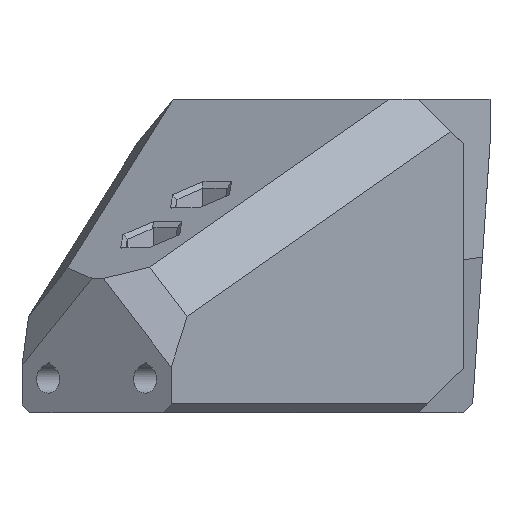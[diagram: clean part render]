
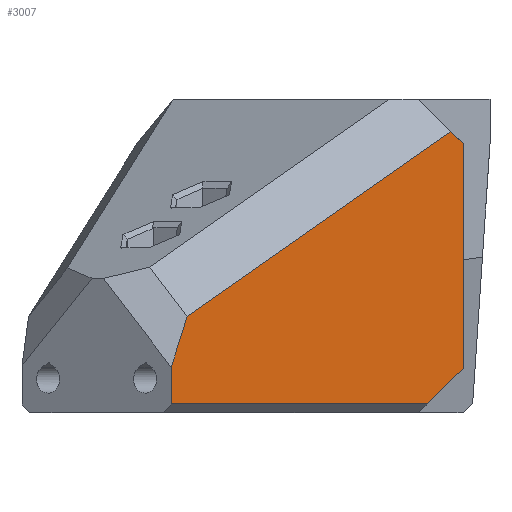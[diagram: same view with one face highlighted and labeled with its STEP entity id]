
A CAD part, left-side view. The second image highlights one B-rep face of the part: STEP entity #3007.
In plain terms, the highlighted planar face has unit normal (-0.632, -0.775, 0).
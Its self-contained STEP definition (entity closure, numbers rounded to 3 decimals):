
#206=FACE_OUTER_BOUND('',#388,.T.);
#388=EDGE_LOOP('',(#2421,#2422,#2423,#2424,#2425,#2426,#2427));
#735=LINE('',#4900,#1113);
#737=LINE('',#4904,#1115);
#738=LINE('',#4906,#1116);
#739=LINE('',#4908,#1117);
#740=LINE('',#4910,#1118);
#741=LINE('',#4912,#1119);
#742=LINE('',#4913,#1120);
#1113=VECTOR('',#3767,10.);
#1115=VECTOR('',#3771,10.);
#1116=VECTOR('',#3772,10.);
#1117=VECTOR('',#3773,10.);
#1118=VECTOR('',#3774,10.);
#1119=VECTOR('',#3775,10.);
#1120=VECTOR('',#3776,10.);
#1434=VERTEX_POINT('',#4897);
#1435=VERTEX_POINT('',#4899);
#1436=VERTEX_POINT('',#4903);
#1437=VERTEX_POINT('',#4905);
#1438=VERTEX_POINT('',#4907);
#1439=VERTEX_POINT('',#4909);
#1440=VERTEX_POINT('',#4911);
#1795=EDGE_CURVE('',#1435,#1434,#735,.T.);
#1797=EDGE_CURVE('',#1436,#1434,#737,.T.);
#1798=EDGE_CURVE('',#1436,#1437,#738,.T.);
#1799=EDGE_CURVE('',#1437,#1438,#739,.T.);
#1800=EDGE_CURVE('',#1438,#1439,#740,.T.);
#1801=EDGE_CURVE('',#1439,#1440,#741,.T.);
#1802=EDGE_CURVE('',#1440,#1435,#742,.T.);
#2421=ORIENTED_EDGE('',*,*,#1795,.T.);
#2422=ORIENTED_EDGE('',*,*,#1797,.F.);
#2423=ORIENTED_EDGE('',*,*,#1798,.T.);
#2424=ORIENTED_EDGE('',*,*,#1799,.T.);
#2425=ORIENTED_EDGE('',*,*,#1800,.T.);
#2426=ORIENTED_EDGE('',*,*,#1801,.T.);
#2427=ORIENTED_EDGE('',*,*,#1802,.T.);
#2856=PLANE('',#3198);
#3007=ADVANCED_FACE('',(#206),#2856,.F.);
#3198=AXIS2_PLACEMENT_3D('',#4902,#3769,#3770);
#3767=DIRECTION('',(-0.345,0.281,-0.896));
#3769=DIRECTION('center_axis',(0.632,0.775,0.));
#3770=DIRECTION('ref_axis',(-0.775,0.632,0.));
#3771=DIRECTION('',(0.,0.,1.));
#3772=DIRECTION('',(0.775,-0.632,0.));
#3773=DIRECTION('',(0.655,-0.534,0.534));
#3774=DIRECTION('',(0.,0.,1.));
#3775=DIRECTION('',(-0.655,0.534,0.534));
#3776=DIRECTION('',(-0.709,0.578,-0.405));
#4897=CARTESIAN_POINT('',(-117.86,17.055,5.096));
#4899=CARTESIAN_POINT('',(-115.669,15.27,10.783));
#4900=CARTESIAN_POINT('',(-113.749,13.705,15.768));
#4902=CARTESIAN_POINT('Origin',(-77.9,-15.5,0.));
#4903=CARTESIAN_POINT('',(-117.86,17.055,1.));
#4904=CARTESIAN_POINT('',(-117.86,17.055,0.));
#4905=CARTESIAN_POINT('',(-82.81,-11.5,1.));
#4906=CARTESIAN_POINT('',(-78.605,-14.925,1.));
#4907=CARTESIAN_POINT('',(-77.9,-15.5,5.));
#4908=CARTESIAN_POINT('',(-76.925,-16.294,5.794));
#4909=CARTESIAN_POINT('',(-77.9,-15.5,30.));
#4910=CARTESIAN_POINT('',(-77.9,-15.5,0.));
#4911=CARTESIAN_POINT('',(-79.586,-14.127,31.373));
#4912=CARTESIAN_POINT('',(-70.799,-21.285,24.215));
#4913=CARTESIAN_POINT('',(-93.401,-2.872,23.49));
